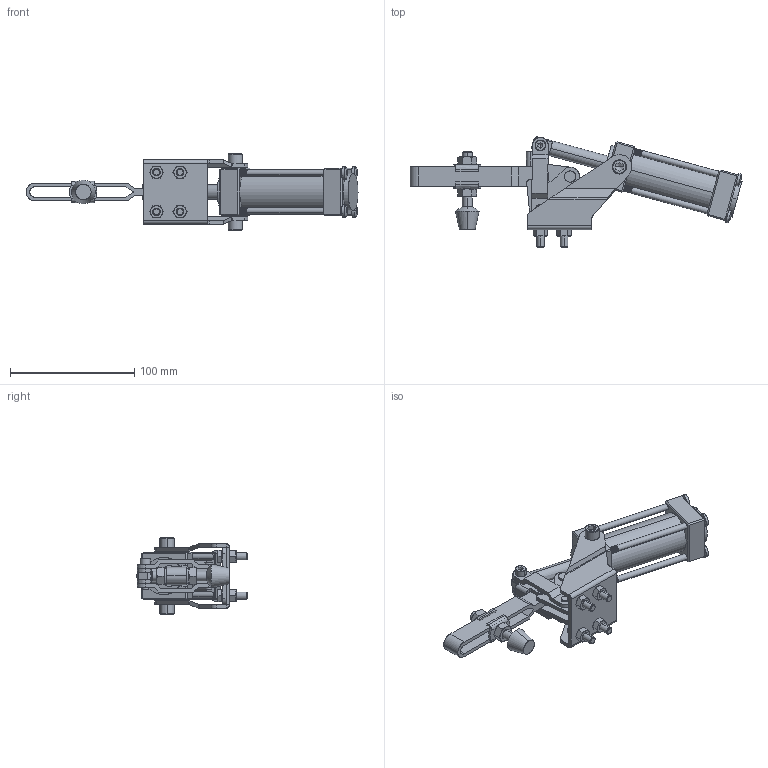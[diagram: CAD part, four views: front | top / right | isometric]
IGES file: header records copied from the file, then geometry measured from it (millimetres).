
Start section: SolidWorks IGES file using analytic representation for surfaces
Bounding box: 267.03 x 88.79 x 62 mm (x, y, z)
Surface area: 87109.5 mm2 (no closed solid volume)
Topology: 0 solids, 0 shells, 1023 faces, 11943 edges, 11935 vertices
Faces by surface type: revolution 569, bspline 454
